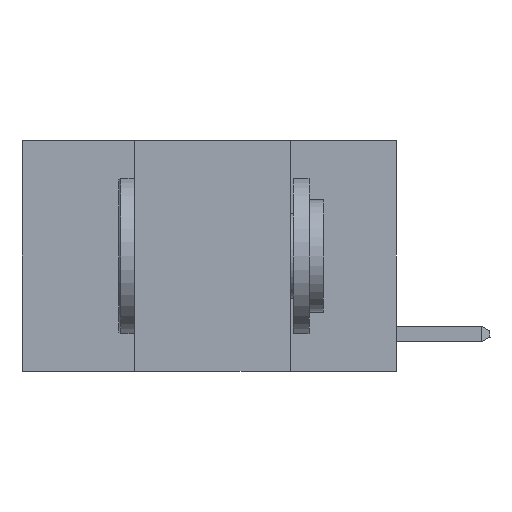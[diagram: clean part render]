
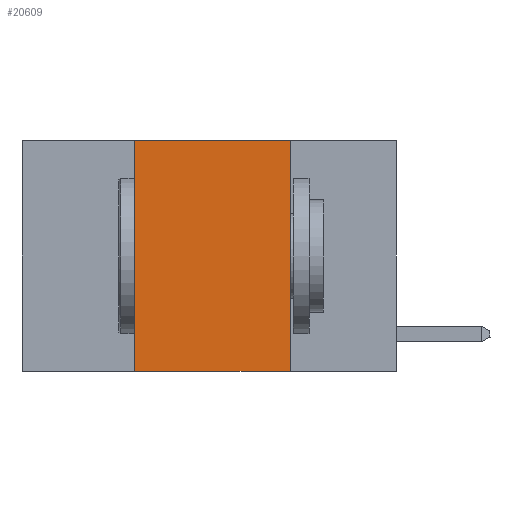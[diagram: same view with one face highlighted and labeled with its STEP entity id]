
A CAD part, left-side view. The second image highlights one B-rep face of the part: STEP entity #20609.
In plain terms, the highlighted planar face has unit normal (-1, 0, 0).
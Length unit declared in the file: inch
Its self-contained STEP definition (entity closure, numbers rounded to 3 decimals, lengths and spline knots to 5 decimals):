
#104 = ORIENTED_EDGE ( 'NONE', *, *, #18875, .F. ) ;
#183 = VERTEX_POINT ( 'NONE', #14347 ) ;
#1250 = ORIENTED_EDGE ( 'NONE', *, *, #13973, .T. ) ;
#2197 = CARTESIAN_POINT ( 'NONE',  ( 0., 0.6, 0. ) ) ;
#2315 = VECTOR ( 'NONE', #15624, 39.37008 ) ;
#4005 = DIRECTION ( 'NONE',  ( 0., 0., -1. ) ) ;
#4745 = CARTESIAN_POINT ( 'NONE',  ( 0., 0.6, 0. ) ) ;
#5754 = PLANE ( 'NONE',  #14631 ) ;
#7204 = LINE ( 'NONE', #9148, #11490 ) ;
#7482 = CARTESIAN_POINT ( 'NONE',  ( 0., 0.42, -0.37 ) ) ;
#7617 = EDGE_LOOP ( 'NONE', ( #17721, #9213, #104, #1250 ) ) ;
#9117 = DIRECTION ( 'NONE',  ( 0., 0., 1. ) ) ;
#9148 = CARTESIAN_POINT ( 'NONE',  ( 0., 0.17, 0. ) ) ;
#9213 = ORIENTED_EDGE ( 'NONE', *, *, #14585, .F. ) ;
#11170 = VECTOR ( 'NONE', #22043, 39.37008 ) ;
#11427 = LINE ( 'NONE', #4745, #2315 ) ;
#11490 = VECTOR ( 'NONE', #16350, 39.37008 ) ;
#11794 = VERTEX_POINT ( 'NONE', #12034 ) ;
#12034 = CARTESIAN_POINT ( 'NONE',  ( 0., 0.42, 0. ) ) ;
#13026 = CARTESIAN_POINT ( 'NONE',  ( 0., 0.6, -0.37 ) ) ;
#13973 = EDGE_CURVE ( 'NONE', #18282, #17548, #20278, .T. ) ;
#14347 = CARTESIAN_POINT ( 'NONE',  ( 0., 0.17, 0. ) ) ;
#14585 = EDGE_CURVE ( 'NONE', #11794, #183, #11427, .T. ) ;
#14631 = AXIS2_PLACEMENT_3D ( 'NONE', #2197, #14869, #4005 ) ;
#14869 = DIRECTION ( 'NONE',  ( 1., 0., 0. ) ) ;
#15455 = LINE ( 'NONE', #16323, #23358 ) ;
#15624 = DIRECTION ( 'NONE',  ( 0., -1., 0. ) ) ;
#16323 = CARTESIAN_POINT ( 'NONE',  ( 0., 0.42, 0. ) ) ;
#16350 = DIRECTION ( 'NONE',  ( 0., 0., -1. ) ) ;
#17548 = VERTEX_POINT ( 'NONE', #21764 ) ;
#17721 = ORIENTED_EDGE ( 'NONE', *, *, #20112, .F. ) ;
#18282 = VERTEX_POINT ( 'NONE', #7482 ) ;
#18875 = EDGE_CURVE ( 'NONE', #18282, #11794, #15455, .T. ) ;
#19423 = FACE_OUTER_BOUND ( 'NONE', #7617, .T. ) ;
#20112 = EDGE_CURVE ( 'NONE', #183, #17548, #7204, .T. ) ;
#20278 = LINE ( 'NONE', #13026, #11170 ) ;
#20609 = ADVANCED_FACE ( 'NONE', ( #19423 ), #5754, .F. ) ;
#21764 = CARTESIAN_POINT ( 'NONE',  ( 0., 0.17, -0.37 ) ) ;
#22043 = DIRECTION ( 'NONE',  ( 0., -1., 0. ) ) ;
#23358 = VECTOR ( 'NONE', #9117, 39.37008 ) ;
